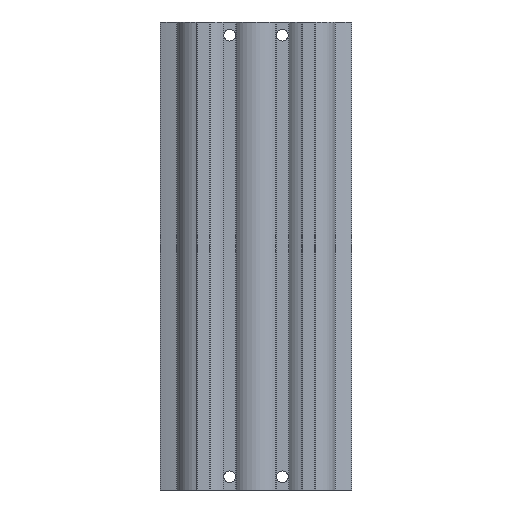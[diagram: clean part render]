
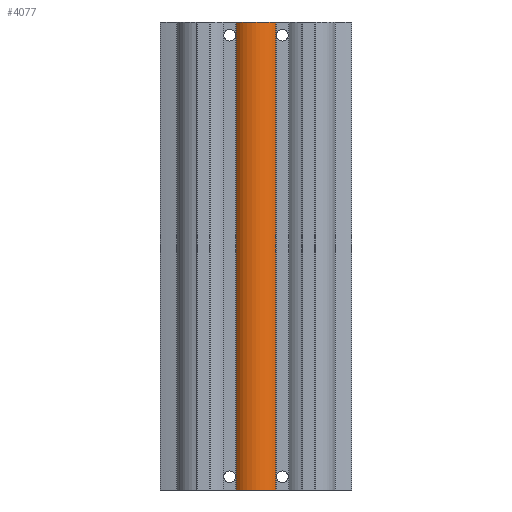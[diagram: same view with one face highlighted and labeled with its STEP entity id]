
A CAD part, front view. The second image highlights one B-rep face of the part: STEP entity #4077.
In plain terms, the highlighted cylindrical face has radius 10 mm (diameter 20 mm), a partial arc.
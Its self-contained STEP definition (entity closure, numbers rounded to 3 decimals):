
#194=CYLINDRICAL_SURFACE('',#4443,10.);
#369=LINE('',#7093,#601);
#370=LINE('',#7099,#602);
#601=VECTOR('',#5134,1000.);
#602=VECTOR('',#5141,1000.);
#990=ORIENTED_EDGE('',*,*,#2018,.F.);
#991=ORIENTED_EDGE('',*,*,#2017,.F.);
#992=ORIENTED_EDGE('',*,*,#2019,.T.);
#993=ORIENTED_EDGE('',*,*,#2020,.T.);
#2017=EDGE_CURVE('',#2523,#2522,#369,.T.);
#2018=EDGE_CURVE('',#2522,#2524,#2848,.T.);
#2019=EDGE_CURVE('',#2523,#2525,#2849,.T.);
#2020=EDGE_CURVE('',#2525,#2524,#370,.T.);
#2522=VERTEX_POINT('',#7090);
#2523=VERTEX_POINT('',#7092);
#2524=VERTEX_POINT('',#7096);
#2525=VERTEX_POINT('',#7098);
#2848=CIRCLE('',#4444,10.);
#2849=CIRCLE('',#4445,10.);
#3103=EDGE_LOOP('',(#990,#991,#992,#993));
#3571=FACE_BOUND('',#3103,.T.);
#4077=ADVANCED_FACE('',(#3571),#194,.T.);
#4443=AXIS2_PLACEMENT_3D('',#7094,#5135,#5136);
#4444=AXIS2_PLACEMENT_3D('',#7095,#5137,#5138);
#4445=AXIS2_PLACEMENT_3D('',#7097,#5139,#5140);
#5134=DIRECTION('',(0.,0.,1.));
#5135=DIRECTION('',(0.,0.,1.));
#5136=DIRECTION('',(1.,0.,0.));
#5137=DIRECTION('',(0.,0.,1.));
#5138=DIRECTION('',(1.,0.,0.));
#5139=DIRECTION('',(0.,0.,1.));
#5140=DIRECTION('',(1.,0.,0.));
#5141=DIRECTION('',(0.,0.,1.));
#7090=CARTESIAN_POINT('',(-7.491,4.375,0.));
#7092=CARTESIAN_POINT('',(-7.491,4.375,-178.));
#7093=CARTESIAN_POINT('',(-7.491,4.375,-178.));
#7094=CARTESIAN_POINT('',(0.,11.,-178.));
#7095=CARTESIAN_POINT('',(0.,11.,0.));
#7096=CARTESIAN_POINT('',(7.491,4.375,0.));
#7097=CARTESIAN_POINT('',(0.,11.,-178.));
#7098=CARTESIAN_POINT('',(7.491,4.375,-178.));
#7099=CARTESIAN_POINT('',(7.491,4.375,-178.));
